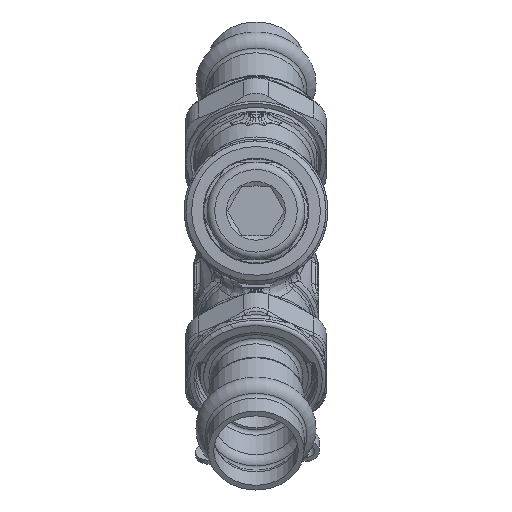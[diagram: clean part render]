
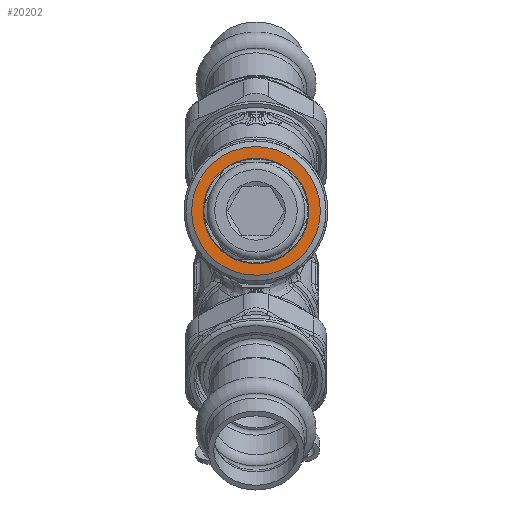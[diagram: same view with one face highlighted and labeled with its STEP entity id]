
A CAD part, top view. The second image highlights one B-rep face of the part: STEP entity #20202.
In plain terms, the highlighted planar face has unit normal (0, 0, 1).
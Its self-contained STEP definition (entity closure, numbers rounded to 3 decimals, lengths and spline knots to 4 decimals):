
#2680=FACE_BOUND('',#4206,.T.);
#2731=PLANE('',#21587);
#2886=FACE_OUTER_BOUND('',#4205,.T.);
#4205=EDGE_LOOP('',(#12571));
#4206=EDGE_LOOP('',(#12572));
#5570=CIRCLE('',#21586,0.6693);
#5571=CIRCLE('',#21588,0.5492);
#7479=VERTEX_POINT('',#27301);
#7480=VERTEX_POINT('',#27305);
#9359=EDGE_CURVE('',#7479,#7479,#5570,.T.);
#9360=EDGE_CURVE('',#7480,#7480,#5571,.T.);
#12571=ORIENTED_EDGE('',*,*,#9359,.F.);
#12572=ORIENTED_EDGE('',*,*,#9360,.T.);
#20202=ADVANCED_FACE('',(#2886,#2680),#2731,.F.);
#21586=AXIS2_PLACEMENT_3D('',#27303,#23428,#23429);
#21587=AXIS2_PLACEMENT_3D('',#27304,#23430,#23431);
#21588=AXIS2_PLACEMENT_3D('',#27306,#23432,#23433);
#23428=DIRECTION('center_axis',(0.,0.,-1.));
#23429=DIRECTION('ref_axis',(1.,0.,0.));
#23430=DIRECTION('center_axis',(0.,0.,-1.));
#23431=DIRECTION('ref_axis',(1.,0.,0.));
#23432=DIRECTION('center_axis',(0.,0.,-1.));
#23433=DIRECTION('ref_axis',(1.,0.,0.));
#27301=CARTESIAN_POINT('',(-0.3209,-0.5874,0.0118));
#27303=CARTESIAN_POINT('Origin',(0.,0.,0.0118));
#27304=CARTESIAN_POINT('Origin',(0.,0.5492,0.0118));
#27305=CARTESIAN_POINT('',(-0.2633,-0.482,0.0118));
#27306=CARTESIAN_POINT('Origin',(0.,0.,0.0118));
